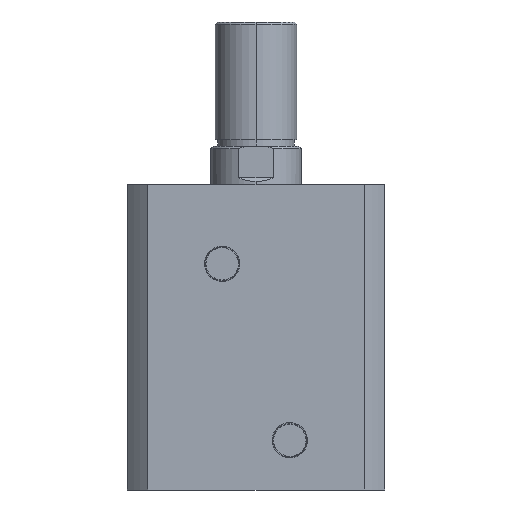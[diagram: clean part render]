
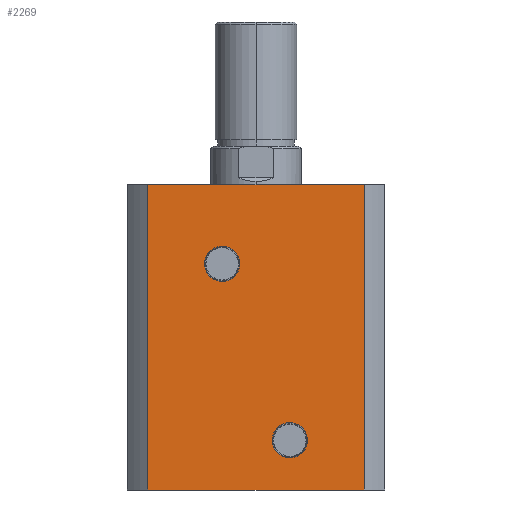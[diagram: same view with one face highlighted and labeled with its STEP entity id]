
A CAD part, left-side view. The second image highlights one B-rep face of the part: STEP entity #2269.
In plain terms, the highlighted planar face has unit normal (-1, 0, 0).
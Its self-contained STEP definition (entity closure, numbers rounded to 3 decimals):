
#593 = DIRECTION ( 'NONE',  ( 0., 0., -1. ) ) ;
#599 = CARTESIAN_POINT ( 'NONE',  ( -57., 47.971, 135. ) ) ;
#608 = CARTESIAN_POINT ( 'NONE',  ( -57., 0., 0. ) ) ;
#609 = DIRECTION ( 'NONE',  ( 0., -1., 0. ) ) ;
#610 = CARTESIAN_POINT ( 'NONE',  ( -57., -15., 22. ) ) ;
#611 = DIRECTION ( 'NONE',  ( -1., 0., 0. ) ) ;
#612 = DIRECTION ( 'NONE',  ( 0., 0., 1. ) ) ;
#614 = CARTESIAN_POINT ( 'NONE',  ( -57., 0., 135. ) ) ;
#615 = CARTESIAN_POINT ( 'NONE',  ( -57., 15., 100. ) ) ;
#616 = DIRECTION ( 'NONE',  ( -1., 0., 0. ) ) ;
#617 = DIRECTION ( 'NONE',  ( 0., 0., 1. ) ) ;
#618 = CARTESIAN_POINT ( 'NONE',  ( -57., -47.971, 135. ) ) ;
#620 = DIRECTION ( 'NONE',  ( 0., 0., -1. ) ) ;
#621 = DIRECTION ( 'NONE',  ( 0., -1., 0. ) ) ;
#1006 = AXIS2_PLACEMENT_3D ( 'NONE', #3497, #3494, #3521 ) ;
#1010 = AXIS2_PLACEMENT_3D ( 'NONE', #3267, #3263, #3262 ) ;
#1128 = EDGE_CURVE ( 'NONE', #3170, #3183, #1369, .T. ) ;
#1136 = EDGE_CURVE ( 'NONE', #3176, #3147, #1382, .T. ) ;
#1263 = EDGE_CURVE ( 'NONE', #3207, #3210, #1646, .T. ) ;
#1265 = EDGE_CURVE ( 'NONE', #3183, #3170, #1649, .T. ) ;
#1266 = EDGE_CURVE ( 'NONE', #3147, #3176, #1650, .T. ) ;
#1267 = EDGE_CURVE ( 'NONE', #3210, #3180, #1651, .T. ) ;
#1268 = EDGE_CURVE ( 'NONE', #3217, #3180, #1652, .T. ) ;
#1269 = EDGE_CURVE ( 'NONE', #3207, #3217, #1647, .T. ) ;
#1369 = CIRCLE ( 'NONE', #1010, 7.797 ) ;
#1382 = CIRCLE ( 'NONE', #1006, 7.797 ) ;
#1646 = LINE ( 'NONE', #599, #1648 ) ;
#1647 = LINE ( 'NONE', #614, #1657 ) ;
#1648 = VECTOR ( 'NONE', #593, 1000. ) ;
#1649 = CIRCLE ( 'NONE', #2355, 7.797 ) ;
#1650 = CIRCLE ( 'NONE', #2362, 7.797 ) ;
#1651 = LINE ( 'NONE', #608, #1653 ) ;
#1652 = LINE ( 'NONE', #618, #1655 ) ;
#1653 = VECTOR ( 'NONE', #609, 1000. ) ;
#1655 = VECTOR ( 'NONE', #620, 1000. ) ;
#1657 = VECTOR ( 'NONE', #621, 1000. ) ;
#1862 = FACE_OUTER_BOUND ( 'NONE', #2032, .T. ) ;
#1880 = FACE_BOUND ( 'NONE', #2042, .T. ) ;
#1883 = FACE_BOUND ( 'NONE', #2034, .T. ) ;
#2032 = EDGE_LOOP ( 'NONE', ( #3759, #3755, #3761, #3762 ) ) ;
#2034 = EDGE_LOOP ( 'NONE', ( #3758, #3756 ) ) ;
#2042 = EDGE_LOOP ( 'NONE', ( #3760, #3757 ) ) ;
#2269 = ADVANCED_FACE ( 'NONE', ( #1880, #1883, #1862 ), #2622, .F. ) ;
#2355 = AXIS2_PLACEMENT_3D ( 'NONE', #610, #611, #612 ) ;
#2362 = AXIS2_PLACEMENT_3D ( 'NONE', #615, #616, #617 ) ;
#2380 = AXIS2_PLACEMENT_3D ( 'NONE', #2620, #2615, #2624 ) ;
#2615 = DIRECTION ( 'NONE',  ( 1., 0., 0. ) ) ;
#2620 = CARTESIAN_POINT ( 'NONE',  ( -57., 0., 135. ) ) ;
#2622 = PLANE ( 'NONE',  #2380 ) ;
#2624 = DIRECTION ( 'NONE',  ( 0., 1., 0. ) ) ;
#2826 = CARTESIAN_POINT ( 'NONE',  ( -57., 15., 107.797 ) ) ;
#2849 = CARTESIAN_POINT ( 'NONE',  ( -57., -15., 14.203 ) ) ;
#2855 = CARTESIAN_POINT ( 'NONE',  ( -57., 15., 92.203 ) ) ;
#2859 = CARTESIAN_POINT ( 'NONE',  ( -57., -47.971, 0. ) ) ;
#2862 = CARTESIAN_POINT ( 'NONE',  ( -57., -15., 29.797 ) ) ;
#2886 = CARTESIAN_POINT ( 'NONE',  ( -57., 47.971, 135. ) ) ;
#2889 = CARTESIAN_POINT ( 'NONE',  ( -57., 47.971, 0. ) ) ;
#2896 = CARTESIAN_POINT ( 'NONE',  ( -57., -47.971, 135. ) ) ;
#3147 = VERTEX_POINT ( 'NONE', #2826 ) ;
#3170 = VERTEX_POINT ( 'NONE', #2849 ) ;
#3176 = VERTEX_POINT ( 'NONE', #2855 ) ;
#3180 = VERTEX_POINT ( 'NONE', #2859 ) ;
#3183 = VERTEX_POINT ( 'NONE', #2862 ) ;
#3207 = VERTEX_POINT ( 'NONE', #2886 ) ;
#3210 = VERTEX_POINT ( 'NONE', #2889 ) ;
#3217 = VERTEX_POINT ( 'NONE', #2896 ) ;
#3262 = DIRECTION ( 'NONE',  ( 0., 0., 1. ) ) ;
#3263 = DIRECTION ( 'NONE',  ( -1., 0., 0. ) ) ;
#3267 = CARTESIAN_POINT ( 'NONE',  ( -57., -15., 22. ) ) ;
#3494 = DIRECTION ( 'NONE',  ( -1., 0., 0. ) ) ;
#3497 = CARTESIAN_POINT ( 'NONE',  ( -57., 15., 100. ) ) ;
#3521 = DIRECTION ( 'NONE',  ( 0., 0., 1. ) ) ;
#3755 = ORIENTED_EDGE ( 'NONE', *, *, #1268, .F. ) ;
#3756 = ORIENTED_EDGE ( 'NONE', *, *, #1136, .F. ) ;
#3757 = ORIENTED_EDGE ( 'NONE', *, *, #1128, .F. ) ;
#3758 = ORIENTED_EDGE ( 'NONE', *, *, #1266, .F. ) ;
#3759 = ORIENTED_EDGE ( 'NONE', *, *, #1267, .T. ) ;
#3760 = ORIENTED_EDGE ( 'NONE', *, *, #1265, .F. ) ;
#3761 = ORIENTED_EDGE ( 'NONE', *, *, #1269, .F. ) ;
#3762 = ORIENTED_EDGE ( 'NONE', *, *, #1263, .T. ) ;
